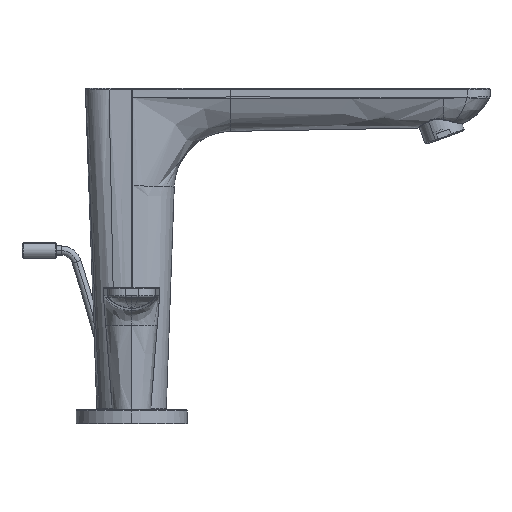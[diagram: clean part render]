
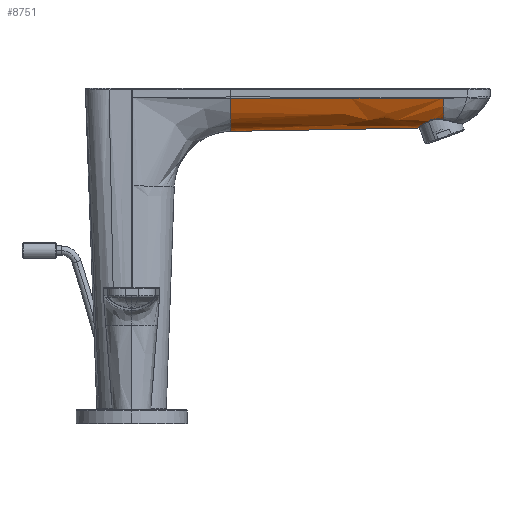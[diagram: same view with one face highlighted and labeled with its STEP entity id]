
A CAD part, front view. The second image highlights one B-rep face of the part: STEP entity #8751.
In plain terms, the highlighted free-form (B-spline) face has degree [3, 3] with [5, 4] control points.
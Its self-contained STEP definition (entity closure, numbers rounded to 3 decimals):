
#6093=CARTESIAN_POINT('Vertex',(43.011,0.,120.395)) ;
#6633=CARTESIAN_POINT('Vertex',(42.761,-16.879,134.746)) ;
#6694=CARTESIAN_POINT('Control Point',(42.761,-16.879,134.746)) ;
#6695=CARTESIAN_POINT('Control Point',(42.783,-16.414,133.479)) ;
#6696=CARTESIAN_POINT('Control Point',(42.804,-15.934,132.249)) ;
#6697=CARTESIAN_POINT('Control Point',(42.825,-15.434,131.059)) ;
#6698=CARTESIAN_POINT('Control Point',(42.876,-14.09,128.177)) ;
#6699=CARTESIAN_POINT('Control Point',(42.919,-12.483,125.693)) ;
#6700=CARTESIAN_POINT('Control Point',(42.942,-11.377,124.368)) ;
#6701=CARTESIAN_POINT('Control Point',(42.975,-9.173,122.469)) ;
#6702=CARTESIAN_POINT('Control Point',(42.996,-6.408,121.264)) ;
#6703=CARTESIAN_POINT('Control Point',(43.003,-5.145,120.887)) ;
#6704=CARTESIAN_POINT('Control Point',(43.009,-3.36,120.556)) ;
#6705=CARTESIAN_POINT('Control Point',(43.011,-1.412,120.425)) ;
#6706=CARTESIAN_POINT('Control Point',(43.011,-0.95,120.404)) ;
#6707=CARTESIAN_POINT('Control Point',(43.011,-0.479,120.395)) ;
#6708=CARTESIAN_POINT('Control Point',(43.011,0.,120.395)) ;
#8140=CARTESIAN_POINT('Vertex',(134.776,-14.688,134.805)) ;
#8144=CARTESIAN_POINT('Control Point',(94.888,-15.63,134.767)) ;
#8145=CARTESIAN_POINT('Control Point',(85.365,-15.864,134.77)) ;
#8146=CARTESIAN_POINT('Control Point',(75.842,-16.099,134.775)) ;
#8147=CARTESIAN_POINT('Control Point',(61.809,-16.44,134.775)) ;
#8148=CARTESIAN_POINT('Control Point',(52.285,-16.663,134.765)) ;
#8149=CARTESIAN_POINT('Control Point',(42.761,-16.879,134.746)) ;
#8150=CARTESIAN_POINT('Vertex',(94.888,-15.63,134.767)) ;
#8154=CARTESIAN_POINT('Control Point',(134.776,-14.688,134.805)) ;
#8155=CARTESIAN_POINT('Control Point',(121.48,-14.984,134.76)) ;
#8156=CARTESIAN_POINT('Control Point',(108.184,-15.305,134.763)) ;
#8157=CARTESIAN_POINT('Control Point',(94.888,-15.63,134.767)) ;
#8661=CARTESIAN_POINT('Vertex',(123.585,0.,121.801)) ;
#8665=CARTESIAN_POINT('Control Point',(123.585,0.,121.801)) ;
#8666=CARTESIAN_POINT('Control Point',(116.669,0.,121.68)) ;
#8667=CARTESIAN_POINT('Control Point',(109.753,0.,121.559)) ;
#8668=CARTESIAN_POINT('Control Point',(102.837,0.,121.439)) ;
#8669=CARTESIAN_POINT('Control Point',(86.723,0.,121.157)) ;
#8670=CARTESIAN_POINT('Control Point',(70.608,0.,120.876)) ;
#8671=CARTESIAN_POINT('Control Point',(61.409,0.,120.715)) ;
#8672=CARTESIAN_POINT('Control Point',(52.21,0.,120.555)) ;
#8673=CARTESIAN_POINT('Control Point',(43.011,0.,120.394)) ;
#8693=CARTESIAN_POINT('Control Point',(134.773,-14.74,135.)) ;
#8694=CARTESIAN_POINT('Control Point',(134.885,-13.015,128.561)) ;
#8695=CARTESIAN_POINT('Control Point',(135.,-10.,122.)) ;
#8696=CARTESIAN_POINT('Control Point',(135.,0.,122.)) ;
#8697=CARTESIAN_POINT('Control Point',(119.437,-15.112,135.)) ;
#8698=CARTESIAN_POINT('Control Point',(119.552,-12.822,128.417)) ;
#8699=CARTESIAN_POINT('Control Point',(119.669,-9.457,121.732)) ;
#8700=CARTESIAN_POINT('Control Point',(119.669,0.,121.732)) ;
#8701=CARTESIAN_POINT('Control Point',(88.765,-15.856,135.001)) ;
#8702=CARTESIAN_POINT('Control Point',(88.903,-13.283,127.084)) ;
#8703=CARTESIAN_POINT('Control Point',(89.006,-10.,121.197)) ;
#8704=CARTESIAN_POINT('Control Point',(89.006,0.,121.197)) ;
#8705=CARTESIAN_POINT('Control Point',(58.093,-16.6,135.001)) ;
#8706=CARTESIAN_POINT('Control Point',(58.254,-13.745,125.75)) ;
#8707=CARTESIAN_POINT('Control Point',(58.343,-10.543,120.662)) ;
#8708=CARTESIAN_POINT('Control Point',(58.343,0.,120.662)) ;
#8709=CARTESIAN_POINT('Control Point',(42.756,-16.972,135.001)) ;
#8710=CARTESIAN_POINT('Control Point',(42.92,-13.552,125.606)) ;
#8711=CARTESIAN_POINT('Control Point',(43.011,-10.,120.394)) ;
#8712=CARTESIAN_POINT('Control Point',(43.011,0.,120.394)) ;
#8714=CARTESIAN_POINT('Control Point',(134.776,-14.688,134.805)) ;
#8715=CARTESIAN_POINT('Control Point',(134.813,-14.122,132.725)) ;
#8716=CARTESIAN_POINT('Control Point',(134.849,-13.439,130.64)) ;
#8717=CARTESIAN_POINT('Control Point',(134.884,-12.55,128.654)) ;
#8718=CARTESIAN_POINT('Control Point',(134.915,-11.366,126.872)) ;
#8719=CARTESIAN_POINT('Control Point',(134.941,-9.798,125.398)) ;
#8720=CARTESIAN_POINT('Vertex',(134.941,-9.798,125.398)) ;
#8724=CARTESIAN_POINT('Control Point',(123.585,0.,121.801)) ;
#8725=CARTESIAN_POINT('Control Point',(123.585,-0.933,121.801)) ;
#8726=CARTESIAN_POINT('Control Point',(123.68,-1.843,121.853)) ;
#8727=CARTESIAN_POINT('Control Point',(123.857,-2.712,121.96)) ;
#8728=CARTESIAN_POINT('Control Point',(124.345,-4.348,122.274)) ;
#8729=CARTESIAN_POINT('Control Point',(125.071,-5.772,122.764)) ;
#8730=CARTESIAN_POINT('Control Point',(125.484,-6.427,123.045)) ;
#8731=CARTESIAN_POINT('Control Point',(126.311,-7.495,123.595)) ;
#8732=CARTESIAN_POINT('Control Point',(127.309,-8.372,124.184)) ;
#8733=CARTESIAN_POINT('Control Point',(127.783,-8.719,124.444)) ;
#8734=CARTESIAN_POINT('Control Point',(128.672,-9.247,124.875)) ;
#8735=CARTESIAN_POINT('Control Point',(129.679,-9.631,125.228)) ;
#8736=CARTESIAN_POINT('Control Point',(130.124,-9.766,125.357)) ;
#8737=CARTESIAN_POINT('Control Point',(131.338,-10.038,125.627)) ;
#8738=CARTESIAN_POINT('Control Point',(132.627,-10.1,125.697)) ;
#8739=CARTESIAN_POINT('Control Point',(133.424,-10.058,125.652)) ;
#8740=CARTESIAN_POINT('Control Point',(134.195,-9.954,125.547)) ;
#8741=CARTESIAN_POINT('Control Point',(134.941,-9.798,125.398)) ;
#6709=EDGE_CURVE('',#6634,#6094,#6693,.T.) ;
#8152=EDGE_CURVE('',#8151,#6634,#8143,.T.) ;
#8158=EDGE_CURVE('',#8141,#8151,#8153,.T.) ;
#8674=EDGE_CURVE('',#6094,#8662,#8664,.F.) ;
#8722=EDGE_CURVE('',#8141,#8721,#8713,.T.) ;
#8742=EDGE_CURVE('',#8662,#8721,#8723,.T.) ;
#8744=ORIENTED_EDGE('',*,*,#8722,.F.) ;
#8745=ORIENTED_EDGE('',*,*,#8158,.T.) ;
#8746=ORIENTED_EDGE('',*,*,#8152,.T.) ;
#8747=ORIENTED_EDGE('',*,*,#6709,.T.) ;
#8748=ORIENTED_EDGE('',*,*,#8674,.T.) ;
#8749=ORIENTED_EDGE('',*,*,#8742,.T.) ;
#8743=EDGE_LOOP('',(#8744,#8745,#8746,#8747,#8748,#8749)) ;
#6094=VERTEX_POINT('',#6093) ;
#6634=VERTEX_POINT('',#6633) ;
#8141=VERTEX_POINT('',#8140) ;
#8151=VERTEX_POINT('',#8150) ;
#8662=VERTEX_POINT('',#8661) ;
#8721=VERTEX_POINT('',#8720) ;
#8751=ADVANCED_FACE('Hauptk\X2\00F6\X0\rper',(#8750),#8692,.T.) ;
#6693=B_SPLINE_CURVE_WITH_KNOTS('',5,(#6694,#6695,#6696,#6697,#6698,#6699,#6700,#6701,#6702,#6703,#6704,#6705,#6706,#6707,#6708),.UNSPECIFIED.,.F.,.U.,(6,3,3,3,6),(0.,10.01,25.37,36.498,39.876),.UNSPECIFIED.) ;
#8143=B_SPLINE_CURVE_WITH_KNOTS('',5,(#8144,#8145,#8146,#8147,#8148,#8149),.UNSPECIFIED.,.F.,.U.,(6,6),(0.,67.359),.UNSPECIFIED.) ;
#8153=B_SPLINE_CURVE_WITH_KNOTS('',3,(#8154,#8155,#8156,#8157),.UNSPECIFIED.,.F.,.U.,(4,4),(-19.951,19.951),.UNSPECIFIED.) ;
#8664=B_SPLINE_CURVE_WITH_KNOTS('',5,(#8665,#8666,#8667,#8668,#8669,#8670,#8671,#8672,#8673),.UNSPECIFIED.,.F.,.U.,(6,3,6),(11.42,46.014,92.028),.UNSPECIFIED.) ;
#8713=B_SPLINE_CURVE_WITH_KNOTS('',5,(#8714,#8715,#8716,#8717,#8718,#8719),.UNSPECIFIED.,.F.,.U.,(6,6),(0.253,13.757),.UNSPECIFIED.) ;
#8723=B_SPLINE_CURVE_WITH_KNOTS('',5,(#8724,#8725,#8726,#8727,#8728,#8729,#8730,#8731,#8732,#8733,#8734,#8735,#8736,#8737,#8738,#8739,#8740,#8741),.UNSPECIFIED.,.F.,.U.,(6,3,3,3,3,6),(6.116,12.007,17.872,22.482,25.845,31.298),.UNSPECIFIED.) ;
#8692=B_SPLINE_SURFACE_WITH_KNOTS('',3,3,((#8693,#8694,#8695,#8696),(#8697,#8698,#8699,#8700),(#8701,#8702,#8703,#8704),(#8705,#8706,#8707,#8708),(#8709,#8710,#8711,#8712)),.UNSPECIFIED.,.F.,.F.,.U.,(4,1,4),(4,4),(0.,46.014,92.028),(0.,25.083),.UNSPECIFIED.) ;
#8750=FACE_OUTER_BOUND('',#8743,.T.) ;
